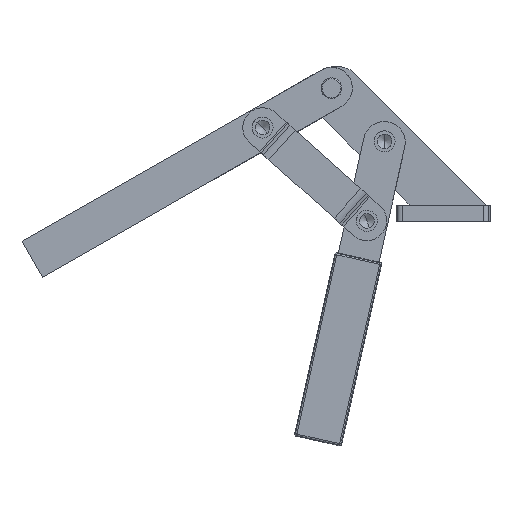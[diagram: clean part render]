
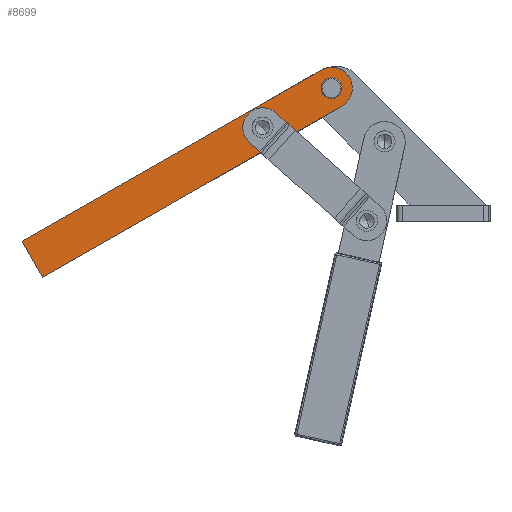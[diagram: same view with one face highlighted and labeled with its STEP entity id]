
A CAD part, left-side view. The second image highlights one B-rep face of the part: STEP entity #8699.
In plain terms, the highlighted planar face has unit normal (-1, 0, 0).
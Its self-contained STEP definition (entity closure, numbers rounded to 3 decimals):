
#363=CARTESIAN_POINT('',(-18.654,91.283,60.503));
#364=VERTEX_POINT('',#363);
#389=CARTESIAN_POINT('',(-18.654,84.212,67.574));
#390=VERTEX_POINT('',#389);
#397=CARTESIAN_POINT('',(-18.654,92.088,61.556));
#398=VERTEX_POINT('',#397);
#399=CARTESIAN_POINT('',(-18.654,87.748,64.038));
#400=DIRECTION('',(1.0,0.,0.));
#401=DIRECTION('',(0.,-0.868,0.496));
#402=AXIS2_PLACEMENT_3D('',#399,#400,#401);
#403=CIRCLE('',#402,5.0);
#404=EDGE_CURVE('',#398,#390,#403,.T.);
#406=CARTESIAN_POINT('',(-18.654,87.748,64.038));
#407=DIRECTION('',(1.0,0.,0.));
#408=DIRECTION('',(0.,-0.868,0.496));
#409=AXIS2_PLACEMENT_3D('',#406,#407,#408);
#410=CIRCLE('',#409,5.0);
#411=EDGE_CURVE('',#364,#398,#410,.T.);
#556=CARTESIAN_POINT('',(-18.654,78.1,61.41));
#557=VERTEX_POINT('',#556);
#580=CARTESIAN_POINT('',(-18.654,92.712,72.719));
#581=VERTEX_POINT('',#580);
#588=CARTESIAN_POINT('',(-18.654,87.748,64.038));
#589=DIRECTION('',(1.,0.,0.));
#590=DIRECTION('',(0.,-0.263,0.965));
#591=AXIS2_PLACEMENT_3D('',#588,#589,#590);
#592=CIRCLE('',#591,10.0);
#593=EDGE_CURVE('',#581,#557,#592,.T.);
#731=CARTESIAN_POINT('',(-18.654,121.267,54.661));
#732=VERTEX_POINT('',#731);
#748=CARTESIAN_POINT('',(-18.654,114.404,52.258));
#749=VERTEX_POINT('',#748);
#756=CARTESIAN_POINT('',(-18.654,120.736,45.176));
#757=DIRECTION('',(1.,0.,0.));
#758=DIRECTION('',(0.,0.056,0.998));
#759=AXIS2_PLACEMENT_3D('',#756,#757,#758);
#760=CIRCLE('',#759,9.5);
#761=EDGE_CURVE('',#732,#749,#760,.T.);
#7114=CARTESIAN_POINT('',(-18.654,127.068,38.094));
#7115=VERTEX_POINT('',#7114);
#7116=CARTESIAN_POINT('',(-18.654,120.736,45.176));
#7117=DIRECTION('',(1.,0.,0.));
#7118=DIRECTION('',(0.,0.056,0.998));
#7119=AXIS2_PLACEMENT_3D('',#7116,#7117,#7118);
#7120=CIRCLE('',#7119,9.5);
#7121=EDGE_CURVE('',#7115,#732,#7120,.T.);
#7284=CARTESIAN_POINT('',(-18.654,109.466,47.843));
#7285=VERTEX_POINT('',#7284);
#7293=CARTESIAN_POINT('',(-18.654,114.404,52.258));
#7294=DIRECTION('',(0.,-0.745,-0.667));
#7295=VECTOR('',#7294,6.624);
#7296=LINE('',#7293,#7295);
#7297=EDGE_CURVE('',#749,#7285,#7296,.T.);
#7609=CARTESIAN_POINT('',(-18.654,122.13,33.679));
#7610=VERTEX_POINT('',#7609);
#7611=CARTESIAN_POINT('',(-18.654,122.13,33.679));
#7612=DIRECTION('',(0.,-0.667,0.745));
#7613=VECTOR('',#7612,19.);
#7614=LINE('',#7611,#7613);
#7615=EDGE_CURVE('',#7610,#7285,#7614,.T.);
#7642=CARTESIAN_POINT('',(-18.654,122.13,33.679));
#7643=DIRECTION('',(0.,0.745,0.667));
#7644=VECTOR('',#7643,6.624);
#7645=LINE('',#7642,#7644);
#7646=EDGE_CURVE('',#7610,#7115,#7645,.T.);
#8510=CARTESIAN_POINT('',(-18.654,82.784,55.357));
#8511=VERTEX_POINT('',#8510);
#8518=CARTESIAN_POINT('',(-18.654,226.022,-26.544));
#8519=VERTEX_POINT('',#8518);
#8520=CARTESIAN_POINT('',(-18.654,82.784,55.357));
#8521=DIRECTION('',(0.,0.868,-0.496));
#8522=VECTOR('',#8521,165.);
#8523=LINE('',#8520,#8522);
#8524=EDGE_CURVE('',#8511,#8519,#8523,.T.);
#8557=CARTESIAN_POINT('',(-18.654,87.748,64.038));
#8558=DIRECTION('',(1.,0.,0.));
#8559=DIRECTION('',(0.,-0.263,0.965));
#8560=AXIS2_PLACEMENT_3D('',#8557,#8558,#8559);
#8561=CIRCLE('',#8560,10.0);
#8562=EDGE_CURVE('',#557,#8511,#8561,.T.);
#8614=CARTESIAN_POINT('',(-18.654,235.95,-9.182));
#8615=VERTEX_POINT('',#8614);
#8622=CARTESIAN_POINT('',(-18.654,92.712,72.719));
#8623=DIRECTION('',(0.,0.868,-0.496));
#8624=VECTOR('',#8623,165.);
#8625=LINE('',#8622,#8624);
#8626=EDGE_CURVE('',#581,#8615,#8625,.T.);
#8664=CARTESIAN_POINT('',(-18.654,84.031,77.683));
#8665=DIRECTION('',(-1.0,0.0,0.0));
#8666=DIRECTION('',(0.0,0.868,-0.496));
#8667=AXIS2_PLACEMENT_3D('',#8664,#8665,#8666);
#8668=PLANE('',#8667);
#8669=ORIENTED_EDGE('',*,*,#593,.F.);
#8670=ORIENTED_EDGE('',*,*,#8626,.T.);
#8671=CARTESIAN_POINT('',(-18.654,235.95,-9.182));
#8672=DIRECTION('',(0.,-0.496,-0.868));
#8673=VECTOR('',#8672,20.);
#8674=LINE('',#8671,#8673);
#8675=EDGE_CURVE('',#8615,#8519,#8674,.T.);
#8676=ORIENTED_EDGE('',*,*,#8675,.T.);
#8677=ORIENTED_EDGE('',*,*,#8524,.F.);
#8678=ORIENTED_EDGE('',*,*,#8562,.F.);
#8679=EDGE_LOOP('',(#8669,#8670,#8676,#8677,#8678));
#8680=FACE_OUTER_BOUND('',#8679,.T.);
#8681=ORIENTED_EDGE('',*,*,#7121,.T.);
#8682=ORIENTED_EDGE('',*,*,#761,.T.);
#8683=ORIENTED_EDGE('',*,*,#7297,.T.);
#8684=ORIENTED_EDGE('',*,*,#7615,.F.);
#8685=ORIENTED_EDGE('',*,*,#7646,.T.);
#8686=EDGE_LOOP('',(#8681,#8682,#8683,#8684,#8685));
#8687=FACE_BOUND('',#8686,.T.);
#8688=ORIENTED_EDGE('',*,*,#404,.T.);
#8689=CARTESIAN_POINT('',(-18.654,87.748,64.038));
#8690=DIRECTION('',(1.0,0.,0.));
#8691=DIRECTION('',(0.,-0.868,0.496));
#8692=AXIS2_PLACEMENT_3D('',#8689,#8690,#8691);
#8693=CIRCLE('',#8692,5.0);
#8694=EDGE_CURVE('',#390,#364,#8693,.T.);
#8695=ORIENTED_EDGE('',*,*,#8694,.T.);
#8696=ORIENTED_EDGE('',*,*,#411,.T.);
#8697=EDGE_LOOP('',(#8688,#8695,#8696));
#8698=FACE_BOUND('',#8697,.T.);
#8699=ADVANCED_FACE('',(#8680,#8687,#8698),#8668,.T.);
